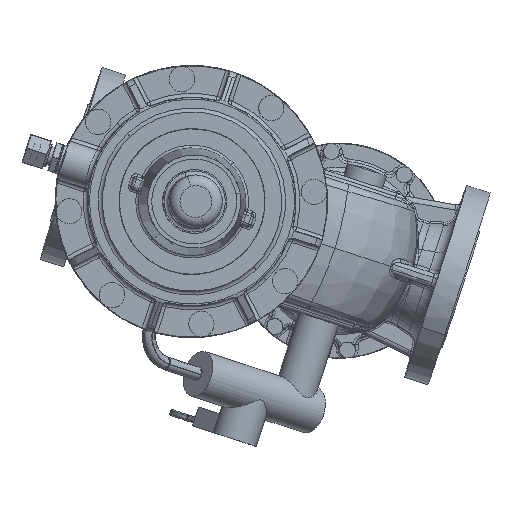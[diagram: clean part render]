
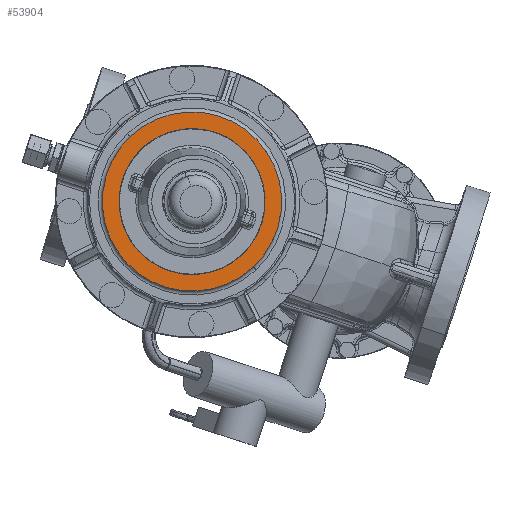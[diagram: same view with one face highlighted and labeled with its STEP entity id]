
A CAD part, top view. The second image highlights one B-rep face of the part: STEP entity #53904.
In plain terms, the highlighted face is planar.
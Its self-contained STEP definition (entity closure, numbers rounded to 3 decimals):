
#53613=CARTESIAN_POINT('Axis2P3D Location',(0.,0.,221.)) ;
#53617=CARTESIAN_POINT('Vertex',(-26.129,-47.828,221.)) ;
#53619=CARTESIAN_POINT('Vertex',(20.212,50.613,221.)) ;
#53643=CARTESIAN_POINT('Vertex',(26.129,47.828,221.)) ;
#53647=CARTESIAN_POINT('Control Point',(20.212,50.613,221.)) ;
#53648=CARTESIAN_POINT('Control Point',(22.238,49.805,221.)) ;
#53649=CARTESIAN_POINT('Control Point',(24.215,48.874,221.)) ;
#53650=CARTESIAN_POINT('Control Point',(26.129,47.828,221.)) ;
#53664=CARTESIAN_POINT('Axis2P3D Location',(0.,0.,221.)) ;
#53876=CARTESIAN_POINT('Axis2P3D Location',(10.,0.,221.)) ;
#53881=CARTESIAN_POINT('Axis2P3D Location',(0.,0.,221.)) ;
#53885=CARTESIAN_POINT('Vertex',(59.237,-32.361,221.)) ;
#53887=CARTESIAN_POINT('Vertex',(-59.237,32.361,221.)) ;
#53890=CARTESIAN_POINT('Axis2P3D Location',(0.,0.,221.)) ;
#53614=DIRECTION('Axis2P3D Direction',(0.,0.,1.)) ;
#53665=DIRECTION('Axis2P3D Direction',(0.,0.,1.)) ;
#53877=DIRECTION('Axis2P3D Direction',(0.,0.,-1.)) ;
#53878=DIRECTION('Axis2P3D XDirection',(1.,0.,0.)) ;
#53882=DIRECTION('Axis2P3D Direction',(0.,0.,-1.)) ;
#53891=DIRECTION('Axis2P3D Direction',(0.,0.,-1.)) ;
#53615=AXIS2_PLACEMENT_3D('Circle Axis2P3D',#53613,#53614,$) ;
#53666=AXIS2_PLACEMENT_3D('Circle Axis2P3D',#53664,#53665,$) ;
#53879=AXIS2_PLACEMENT_3D('Plane Axis2P3D',#53876,#53877,#53878) ;
#53883=AXIS2_PLACEMENT_3D('Circle Axis2P3D',#53881,#53882,$) ;
#53892=AXIS2_PLACEMENT_3D('Circle Axis2P3D',#53890,#53891,$) ;
#53896=ORIENTED_EDGE('',*,*,#53889,.F.) ;
#53897=ORIENTED_EDGE('',*,*,#53894,.F.) ;
#53900=ORIENTED_EDGE('',*,*,#53621,.T.) ;
#53901=ORIENTED_EDGE('',*,*,#53651,.T.) ;
#53902=ORIENTED_EDGE('',*,*,#53668,.T.) ;
#53903=FACE_BOUND('',#53899,.T.) ;
#53904=ADVANCED_FACE('Brep With Voids',(#53898,#53903),#53880,.F.) ;
#53646=B_SPLINE_CURVE_WITH_KNOTS('',3,(#53647,#53648,#53649,#53650),.UNSPECIFIED.,.F.,.U.,(4,4),(-6.003,6.003),.UNSPECIFIED.) ;
#53616=CIRCLE('generated circle',#53615,54.5) ;
#53667=CIRCLE('generated circle',#53666,54.5) ;
#53884=CIRCLE('generated circle',#53883,67.5) ;
#53893=CIRCLE('generated circle',#53892,67.5) ;
#53621=EDGE_CURVE('',#53618,#53620,#53616,.F.) ;
#53651=EDGE_CURVE('',#53620,#53644,#53646,.T.) ;
#53668=EDGE_CURVE('',#53644,#53618,#53667,.F.) ;
#53889=EDGE_CURVE('',#53886,#53888,#53884,.T.) ;
#53894=EDGE_CURVE('',#53888,#53886,#53893,.T.) ;
#53895=EDGE_LOOP('',(#53896,#53897)) ;
#53899=EDGE_LOOP('',(#53900,#53901,#53902)) ;
#53898=FACE_OUTER_BOUND('',#53895,.T.) ;
#53880=PLANE('',#53879) ;
#53618=VERTEX_POINT('',#53617) ;
#53620=VERTEX_POINT('',#53619) ;
#53644=VERTEX_POINT('',#53643) ;
#53886=VERTEX_POINT('',#53885) ;
#53888=VERTEX_POINT('',#53887) ;
